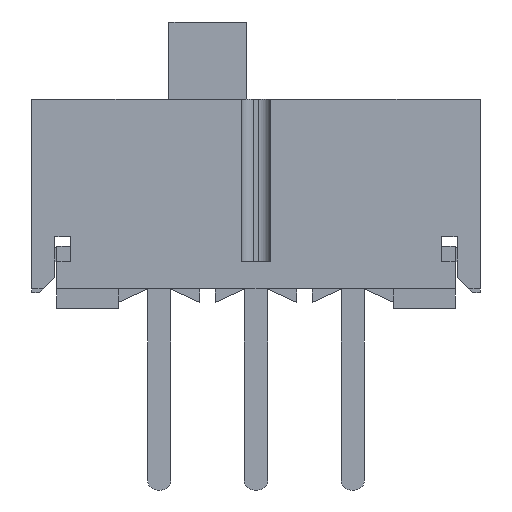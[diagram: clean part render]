
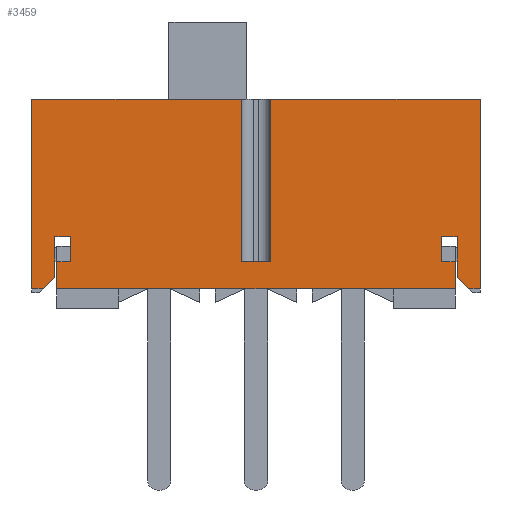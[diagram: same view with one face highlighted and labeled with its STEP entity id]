
A CAD part, front view. The second image highlights one B-rep face of the part: STEP entity #3459.
In plain terms, the highlighted planar face has unit normal (0, -1, 0).
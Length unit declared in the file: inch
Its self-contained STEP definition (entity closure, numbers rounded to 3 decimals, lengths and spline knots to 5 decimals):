
#81=FACE_OUTER_BOUND('',#276,.T.);
#276=EDGE_LOOP('',(#2270,#2271,#2272,#2273,#2274,#2275,#2276,#2277,#2278,
#2279,#2280,#2281,#2282,#2283,#2284,#2285,#2286,#2287,#2288,#2289,#2290,
#2291));
#476=LINE('',#4814,#958);
#477=LINE('',#4816,#959);
#478=LINE('',#4818,#960);
#479=LINE('',#4820,#961);
#480=LINE('',#4822,#962);
#481=LINE('',#4824,#963);
#482=LINE('',#4826,#964);
#483=LINE('',#4828,#965);
#484=LINE('',#4830,#966);
#485=LINE('',#4832,#967);
#486=LINE('',#4834,#968);
#487=LINE('',#4836,#969);
#488=LINE('',#4838,#970);
#489=LINE('',#4840,#971);
#490=LINE('',#4842,#972);
#491=LINE('',#4844,#973);
#492=LINE('',#4846,#974);
#493=LINE('',#4848,#975);
#494=LINE('',#4850,#976);
#495=LINE('',#4852,#977);
#496=LINE('',#4854,#978);
#497=LINE('',#4855,#979);
#958=VECTOR('',#3900,0.3937);
#959=VECTOR('',#3901,0.04724);
#960=VECTOR('',#3902,0.01378);
#961=VECTOR('',#3903,0.02559);
#962=VECTOR('',#3904,0.01575);
#963=VECTOR('',#3905,0.04134);
#964=VECTOR('',#3906,0.02227);
#965=VECTOR('',#3907,0.3937);
#966=VECTOR('',#3908,0.19685);
#967=VECTOR('',#3909,0.21358);
#968=VECTOR('',#3910,0.16535);
#969=VECTOR('',#3911,0.02953);
#970=VECTOR('',#3912,0.16535);
#971=VECTOR('',#3913,0.21358);
#972=VECTOR('',#3914,0.19685);
#973=VECTOR('',#3915,0.3937);
#974=VECTOR('',#3916,0.02227);
#975=VECTOR('',#3917,0.04134);
#976=VECTOR('',#3918,0.01575);
#977=VECTOR('',#3919,0.02559);
#978=VECTOR('',#3920,0.01378);
#979=VECTOR('',#3921,0.04724);
#1440=VERTEX_POINT('',#4812);
#1441=VERTEX_POINT('',#4813);
#1442=VERTEX_POINT('',#4815);
#1443=VERTEX_POINT('',#4817);
#1444=VERTEX_POINT('',#4819);
#1445=VERTEX_POINT('',#4821);
#1446=VERTEX_POINT('',#4823);
#1447=VERTEX_POINT('',#4825);
#1448=VERTEX_POINT('',#4827);
#1449=VERTEX_POINT('',#4829);
#1450=VERTEX_POINT('',#4831);
#1451=VERTEX_POINT('',#4833);
#1452=VERTEX_POINT('',#4835);
#1453=VERTEX_POINT('',#4837);
#1454=VERTEX_POINT('',#4839);
#1455=VERTEX_POINT('',#4841);
#1456=VERTEX_POINT('',#4843);
#1457=VERTEX_POINT('',#4845);
#1458=VERTEX_POINT('',#4847);
#1459=VERTEX_POINT('',#4849);
#1460=VERTEX_POINT('',#4851);
#1461=VERTEX_POINT('',#4853);
#1768=EDGE_CURVE('',#1440,#1441,#476,.T.);
#1769=EDGE_CURVE('',#1440,#1442,#477,.T.);
#1770=EDGE_CURVE('',#1442,#1443,#478,.T.);
#1771=EDGE_CURVE('',#1443,#1444,#479,.T.);
#1772=EDGE_CURVE('',#1444,#1445,#480,.T.);
#1773=EDGE_CURVE('',#1445,#1446,#481,.T.);
#1774=EDGE_CURVE('',#1446,#1447,#482,.T.);
#1775=EDGE_CURVE('',#1448,#1447,#483,.T.);
#1776=EDGE_CURVE('',#1448,#1449,#484,.T.);
#1777=EDGE_CURVE('',#1449,#1450,#485,.T.);
#1778=EDGE_CURVE('',#1450,#1451,#486,.T.);
#1779=EDGE_CURVE('',#1451,#1452,#487,.T.);
#1780=EDGE_CURVE('',#1452,#1453,#488,.T.);
#1781=EDGE_CURVE('',#1453,#1454,#489,.T.);
#1782=EDGE_CURVE('',#1455,#1454,#490,.T.);
#1783=EDGE_CURVE('',#1456,#1455,#491,.T.);
#1784=EDGE_CURVE('',#1456,#1457,#492,.T.);
#1785=EDGE_CURVE('',#1457,#1458,#493,.T.);
#1786=EDGE_CURVE('',#1458,#1459,#494,.T.);
#1787=EDGE_CURVE('',#1459,#1460,#495,.T.);
#1788=EDGE_CURVE('',#1460,#1461,#496,.T.);
#1789=EDGE_CURVE('',#1441,#1461,#497,.T.);
#2270=ORIENTED_EDGE('',*,*,#1768,.F.);
#2271=ORIENTED_EDGE('',*,*,#1769,.T.);
#2272=ORIENTED_EDGE('',*,*,#1770,.T.);
#2273=ORIENTED_EDGE('',*,*,#1771,.T.);
#2274=ORIENTED_EDGE('',*,*,#1772,.T.);
#2275=ORIENTED_EDGE('',*,*,#1773,.T.);
#2276=ORIENTED_EDGE('',*,*,#1774,.T.);
#2277=ORIENTED_EDGE('',*,*,#1775,.F.);
#2278=ORIENTED_EDGE('',*,*,#1776,.T.);
#2279=ORIENTED_EDGE('',*,*,#1777,.T.);
#2280=ORIENTED_EDGE('',*,*,#1778,.T.);
#2281=ORIENTED_EDGE('',*,*,#1779,.T.);
#2282=ORIENTED_EDGE('',*,*,#1780,.T.);
#2283=ORIENTED_EDGE('',*,*,#1781,.T.);
#2284=ORIENTED_EDGE('',*,*,#1782,.F.);
#2285=ORIENTED_EDGE('',*,*,#1783,.F.);
#2286=ORIENTED_EDGE('',*,*,#1784,.T.);
#2287=ORIENTED_EDGE('',*,*,#1785,.T.);
#2288=ORIENTED_EDGE('',*,*,#1786,.T.);
#2289=ORIENTED_EDGE('',*,*,#1787,.T.);
#2290=ORIENTED_EDGE('',*,*,#1788,.T.);
#2291=ORIENTED_EDGE('',*,*,#1789,.F.);
#3274=PLANE('',#3681);
#3459=ADVANCED_FACE('',(#81),#3274,.T.);
#3681=AXIS2_PLACEMENT_3D('',#4811,#3898,#3899);
#3898=DIRECTION('center_axis',(0.,-1.,0.));
#3899=DIRECTION('ref_axis',(0.,0.,-1.));
#3900=DIRECTION('',(-1.,0.,0.));
#3901=DIRECTION('',(0.,0.,1.));
#3902=DIRECTION('',(-1.,0.,0.));
#3903=DIRECTION('',(0.,0.,1.));
#3904=DIRECTION('',(1.,0.,0.));
#3905=DIRECTION('',(0.,0.,-1.));
#3906=DIRECTION('',(0.707,0.,-0.707));
#3907=DIRECTION('',(-1.,0.,0.));
#3908=DIRECTION('',(0.,0.,1.));
#3909=DIRECTION('',(-1.,0.,0.));
#3910=DIRECTION('',(0.,0.,-1.));
#3911=DIRECTION('',(-1.,0.,0.));
#3912=DIRECTION('',(0.,0.,1.));
#3913=DIRECTION('',(-1.,0.,0.));
#3914=DIRECTION('',(0.,0.,1.));
#3915=DIRECTION('',(-1.,0.,0.));
#3916=DIRECTION('',(0.707,0.,0.707));
#3917=DIRECTION('',(0.,0.,1.));
#3918=DIRECTION('',(1.,0.,0.));
#3919=DIRECTION('',(0.,0.,-1.));
#3920=DIRECTION('',(-1.,0.,0.));
#3921=DIRECTION('',(0.,0.,1.));
#4811=CARTESIAN_POINT('Origin',(-0.25118,-0.07874,0.20748));
#4812=CARTESIAN_POINT('',(0.20276,-0.07874,0.00394));
#4813=CARTESIAN_POINT('',(-0.20276,-0.07874,0.00394));
#4814=CARTESIAN_POINT('',(-0.12559,-0.07874,0.00394));
#4815=CARTESIAN_POINT('',(0.20276,-0.07874,0.0315));
#4816=CARTESIAN_POINT('',(0.20276,-0.07874,-0.01575));
#4817=CARTESIAN_POINT('',(0.18898,-0.07874,0.0315));
#4818=CARTESIAN_POINT('',(0.20276,-0.07874,0.0315));
#4819=CARTESIAN_POINT('',(0.18898,-0.07874,0.05709));
#4820=CARTESIAN_POINT('',(0.18898,-0.07874,0.0315));
#4821=CARTESIAN_POINT('',(0.20472,-0.07874,0.05709));
#4822=CARTESIAN_POINT('',(0.18898,-0.07874,0.05709));
#4823=CARTESIAN_POINT('',(0.20472,-0.07874,0.01575));
#4824=CARTESIAN_POINT('',(0.20472,-0.07874,0.05709));
#4825=CARTESIAN_POINT('',(0.21654,-0.07874,0.00394));
#4826=CARTESIAN_POINT('',(0.20472,-0.07874,0.01575));
#4827=CARTESIAN_POINT('',(0.22835,-0.07874,0.00394));
#4828=CARTESIAN_POINT('',(-0.12559,-0.07874,0.00394));
#4829=CARTESIAN_POINT('',(0.22835,-0.07874,0.19685));
#4830=CARTESIAN_POINT('',(0.22835,-0.07874,0.));
#4831=CARTESIAN_POINT('',(0.01476,-0.07874,0.19685));
#4832=CARTESIAN_POINT('',(0.22835,-0.07874,0.19685));
#4833=CARTESIAN_POINT('',(0.01476,-0.07874,0.0315));
#4834=CARTESIAN_POINT('',(0.01476,-0.07874,0.19685));
#4835=CARTESIAN_POINT('',(-0.01476,-0.07874,0.0315));
#4836=CARTESIAN_POINT('',(0.01476,-0.07874,0.0315));
#4837=CARTESIAN_POINT('',(-0.01476,-0.07874,0.19685));
#4838=CARTESIAN_POINT('',(-0.01476,-0.07874,0.0315));
#4839=CARTESIAN_POINT('',(-0.22835,-0.07874,0.19685));
#4840=CARTESIAN_POINT('',(-0.01476,-0.07874,0.19685));
#4841=CARTESIAN_POINT('',(-0.22835,-0.07874,0.00394));
#4842=CARTESIAN_POINT('',(-0.22835,-0.07874,0.));
#4843=CARTESIAN_POINT('',(-0.21654,-0.07874,0.00394));
#4844=CARTESIAN_POINT('',(-0.12559,-0.07874,0.00394));
#4845=CARTESIAN_POINT('',(-0.20472,-0.07874,0.01575));
#4846=CARTESIAN_POINT('',(-0.22047,-0.07874,0.));
#4847=CARTESIAN_POINT('',(-0.20472,-0.07874,0.05709));
#4848=CARTESIAN_POINT('',(-0.20472,-0.07874,0.01575));
#4849=CARTESIAN_POINT('',(-0.18898,-0.07874,0.05709));
#4850=CARTESIAN_POINT('',(-0.20472,-0.07874,0.05709));
#4851=CARTESIAN_POINT('',(-0.18898,-0.07874,0.0315));
#4852=CARTESIAN_POINT('',(-0.18898,-0.07874,0.05709));
#4853=CARTESIAN_POINT('',(-0.20276,-0.07874,0.0315));
#4854=CARTESIAN_POINT('',(-0.18898,-0.07874,0.0315));
#4855=CARTESIAN_POINT('',(-0.20276,-0.07874,-0.01575));
